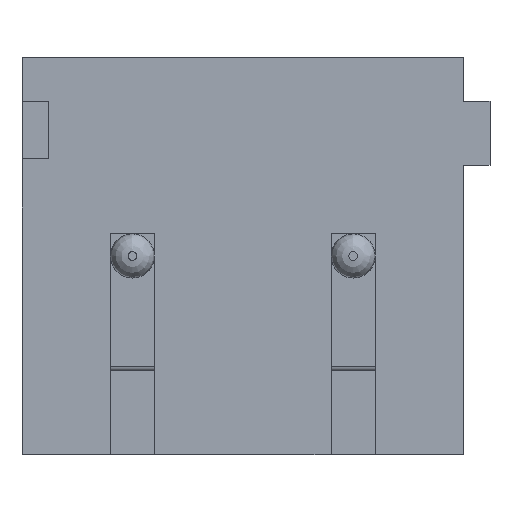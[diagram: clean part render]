
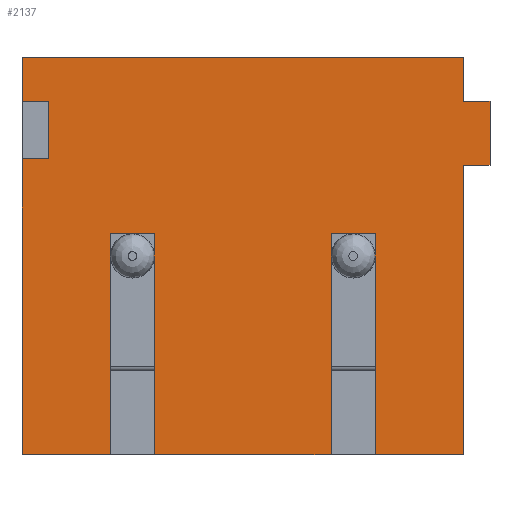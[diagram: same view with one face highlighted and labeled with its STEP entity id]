
A CAD part, front view. The second image highlights one B-rep face of the part: STEP entity #2137.
In plain terms, the highlighted planar face has unit normal (0, -1, 0).
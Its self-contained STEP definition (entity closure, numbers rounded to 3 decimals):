
#47=LINE('',#3107,#275);
#53=LINE('',#3118,#281);
#84=LINE('',#3201,#312);
#85=LINE('',#3203,#313);
#86=LINE('',#3205,#314);
#87=LINE('',#3207,#315);
#88=LINE('',#3209,#316);
#89=LINE('',#3211,#317);
#90=LINE('',#3213,#318);
#91=LINE('',#3215,#319);
#92=LINE('',#3217,#320);
#93=LINE('',#3219,#321);
#94=LINE('',#3221,#322);
#95=LINE('',#3222,#323);
#96=LINE('',#3224,#324);
#97=LINE('',#3226,#325);
#98=LINE('',#3227,#326);
#99=LINE('',#3229,#327);
#100=LINE('',#3231,#328);
#101=LINE('',#3232,#329);
#275=VECTOR('',#2492,6.55);
#281=VECTOR('',#2498,1.);
#312=VECTOR('',#2561,1.3);
#313=VECTOR('',#2562,0.6);
#314=VECTOR('',#2563,6.7);
#315=VECTOR('',#2564,2.);
#316=VECTOR('',#2565,5.);
#317=VECTOR('',#2566,1.);
#318=VECTOR('',#2567,5.);
#319=VECTOR('',#2568,4.);
#320=VECTOR('',#2569,5.);
#321=VECTOR('',#2570,1.);
#322=VECTOR('',#2571,5.);
#323=VECTOR('',#2572,2.);
#324=VECTOR('',#2573,0.6);
#325=VECTOR('',#2574,1.45);
#326=VECTOR('',#2575,0.6);
#327=VECTOR('',#2576,10.);
#328=VECTOR('',#2577,1.);
#329=VECTOR('',#2578,0.6);
#508=PLANE('',#2294);
#612=FACE_OUTER_BOUND('',#736,.T.);
#736=EDGE_LOOP('',(#1491,#1492,#1493,#1494,#1495,#1496,#1497,#1498,#1499,
#1500,#1501,#1502,#1503,#1504,#1505,#1506,#1507,#1508,#1509,#1510));
#938=VERTEX_POINT('',#3100);
#940=VERTEX_POINT('',#3104);
#941=VERTEX_POINT('',#3106);
#946=VERTEX_POINT('',#3116);
#981=VERTEX_POINT('',#3199);
#982=VERTEX_POINT('',#3200);
#983=VERTEX_POINT('',#3202);
#984=VERTEX_POINT('',#3204);
#985=VERTEX_POINT('',#3206);
#986=VERTEX_POINT('',#3208);
#987=VERTEX_POINT('',#3210);
#988=VERTEX_POINT('',#3212);
#989=VERTEX_POINT('',#3214);
#990=VERTEX_POINT('',#3216);
#991=VERTEX_POINT('',#3218);
#992=VERTEX_POINT('',#3220);
#993=VERTEX_POINT('',#3223);
#994=VERTEX_POINT('',#3225);
#995=VERTEX_POINT('',#3228);
#996=VERTEX_POINT('',#3230);
#1134=EDGE_CURVE('',#940,#941,#47,.T.);
#1140=EDGE_CURVE('',#946,#938,#53,.T.);
#1179=EDGE_CURVE('',#981,#982,#84,.T.);
#1180=EDGE_CURVE('',#981,#983,#85,.T.);
#1181=EDGE_CURVE('',#983,#984,#86,.T.);
#1182=EDGE_CURVE('',#985,#984,#87,.T.);
#1183=EDGE_CURVE('',#986,#985,#88,.T.);
#1184=EDGE_CURVE('',#987,#986,#89,.T.);
#1185=EDGE_CURVE('',#987,#988,#90,.T.);
#1186=EDGE_CURVE('',#989,#988,#91,.T.);
#1187=EDGE_CURVE('',#990,#989,#92,.T.);
#1188=EDGE_CURVE('',#991,#990,#93,.T.);
#1189=EDGE_CURVE('',#991,#992,#94,.T.);
#1190=EDGE_CURVE('',#941,#992,#95,.T.);
#1191=EDGE_CURVE('',#993,#940,#96,.T.);
#1192=EDGE_CURVE('',#994,#993,#97,.T.);
#1193=EDGE_CURVE('',#994,#938,#98,.T.);
#1194=EDGE_CURVE('',#946,#995,#99,.T.);
#1195=EDGE_CURVE('',#995,#996,#100,.T.);
#1196=EDGE_CURVE('',#982,#996,#101,.T.);
#1491=ORIENTED_EDGE('',*,*,#1179,.F.);
#1492=ORIENTED_EDGE('',*,*,#1180,.T.);
#1493=ORIENTED_EDGE('',*,*,#1181,.T.);
#1494=ORIENTED_EDGE('',*,*,#1182,.F.);
#1495=ORIENTED_EDGE('',*,*,#1183,.F.);
#1496=ORIENTED_EDGE('',*,*,#1184,.F.);
#1497=ORIENTED_EDGE('',*,*,#1185,.T.);
#1498=ORIENTED_EDGE('',*,*,#1186,.F.);
#1499=ORIENTED_EDGE('',*,*,#1187,.F.);
#1500=ORIENTED_EDGE('',*,*,#1188,.F.);
#1501=ORIENTED_EDGE('',*,*,#1189,.T.);
#1502=ORIENTED_EDGE('',*,*,#1190,.F.);
#1503=ORIENTED_EDGE('',*,*,#1134,.F.);
#1504=ORIENTED_EDGE('',*,*,#1191,.F.);
#1505=ORIENTED_EDGE('',*,*,#1192,.F.);
#1506=ORIENTED_EDGE('',*,*,#1193,.T.);
#1507=ORIENTED_EDGE('',*,*,#1140,.F.);
#1508=ORIENTED_EDGE('',*,*,#1194,.T.);
#1509=ORIENTED_EDGE('',*,*,#1195,.T.);
#1510=ORIENTED_EDGE('',*,*,#1196,.F.);
#2137=ADVANCED_FACE('',(#612),#508,.F.);
#2294=AXIS2_PLACEMENT_3D('',#3198,#2559,#2560);
#2492=DIRECTION('',(0.,0.,-1.));
#2498=DIRECTION('',(0.,0.,-1.));
#2559=DIRECTION('center_axis',(0.,1.,0.));
#2560=DIRECTION('ref_axis',(0.,0.,1.));
#2561=DIRECTION('',(0.,0.,1.));
#2562=DIRECTION('',(-1.,0.,0.));
#2563=DIRECTION('',(0.,0.,-1.));
#2564=DIRECTION('',(-1.,0.,0.));
#2565=DIRECTION('',(0.,0.,-1.));
#2566=DIRECTION('',(-1.,0.,0.));
#2567=DIRECTION('',(0.,0.,-1.));
#2568=DIRECTION('',(-1.,0.,0.));
#2569=DIRECTION('',(0.,0.,-1.));
#2570=DIRECTION('',(-1.,0.,0.));
#2571=DIRECTION('',(0.,0.,-1.));
#2572=DIRECTION('',(-1.,0.,0.));
#2573=DIRECTION('',(-1.,0.,0.));
#2574=DIRECTION('',(0.,0.,-1.));
#2575=DIRECTION('',(-1.,0.,0.));
#2576=DIRECTION('',(-1.,0.,0.));
#2577=DIRECTION('',(0.,0.,-1.));
#2578=DIRECTION('',(-1.,0.,0.));
#3100=CARTESIAN_POINT('',(10.,0.,-1.));
#3104=CARTESIAN_POINT('',(10.,0.,-2.45));
#3106=CARTESIAN_POINT('',(10.,0.,-9.));
#3107=CARTESIAN_POINT('',(10.,0.,-2.45));
#3116=CARTESIAN_POINT('',(10.,0.,0.));
#3118=CARTESIAN_POINT('',(10.,0.,0.));
#3198=CARTESIAN_POINT('Origin',(10.,0.,-9.));
#3199=CARTESIAN_POINT('',(0.6,0.,-2.3));
#3200=CARTESIAN_POINT('',(0.6,0.,-1.));
#3201=CARTESIAN_POINT('',(0.6,0.,-2.3));
#3202=CARTESIAN_POINT('',(0.,0.,-2.3));
#3203=CARTESIAN_POINT('',(0.6,0.,-2.3));
#3204=CARTESIAN_POINT('',(0.,0.,-9.));
#3205=CARTESIAN_POINT('',(0.,0.,-2.3));
#3206=CARTESIAN_POINT('',(2.,0.,-9.));
#3207=CARTESIAN_POINT('',(2.,0.,-9.));
#3208=CARTESIAN_POINT('',(2.,0.,-4.));
#3209=CARTESIAN_POINT('',(2.,0.,-4.));
#3210=CARTESIAN_POINT('',(3.,0.,-4.));
#3211=CARTESIAN_POINT('',(3.,0.,-4.));
#3212=CARTESIAN_POINT('',(3.,0.,-9.));
#3213=CARTESIAN_POINT('',(3.,0.,-4.));
#3214=CARTESIAN_POINT('',(7.,0.,-9.));
#3215=CARTESIAN_POINT('',(7.,0.,-9.));
#3216=CARTESIAN_POINT('',(7.,0.,-4.));
#3217=CARTESIAN_POINT('',(7.,0.,-4.));
#3218=CARTESIAN_POINT('',(8.,0.,-4.));
#3219=CARTESIAN_POINT('',(8.,0.,-4.));
#3220=CARTESIAN_POINT('',(8.,0.,-9.));
#3221=CARTESIAN_POINT('',(8.,0.,-4.));
#3222=CARTESIAN_POINT('',(10.,0.,-9.));
#3223=CARTESIAN_POINT('',(10.6,0.,-2.45));
#3224=CARTESIAN_POINT('',(10.6,0.,-2.45));
#3225=CARTESIAN_POINT('',(10.6,0.,-1.));
#3226=CARTESIAN_POINT('',(10.6,0.,-1.));
#3227=CARTESIAN_POINT('',(10.6,0.,-1.));
#3228=CARTESIAN_POINT('',(0.,0.,0.));
#3229=CARTESIAN_POINT('',(10.,0.,0.));
#3230=CARTESIAN_POINT('',(0.,0.,-1.));
#3231=CARTESIAN_POINT('',(0.,0.,0.));
#3232=CARTESIAN_POINT('',(0.6,0.,-1.));
